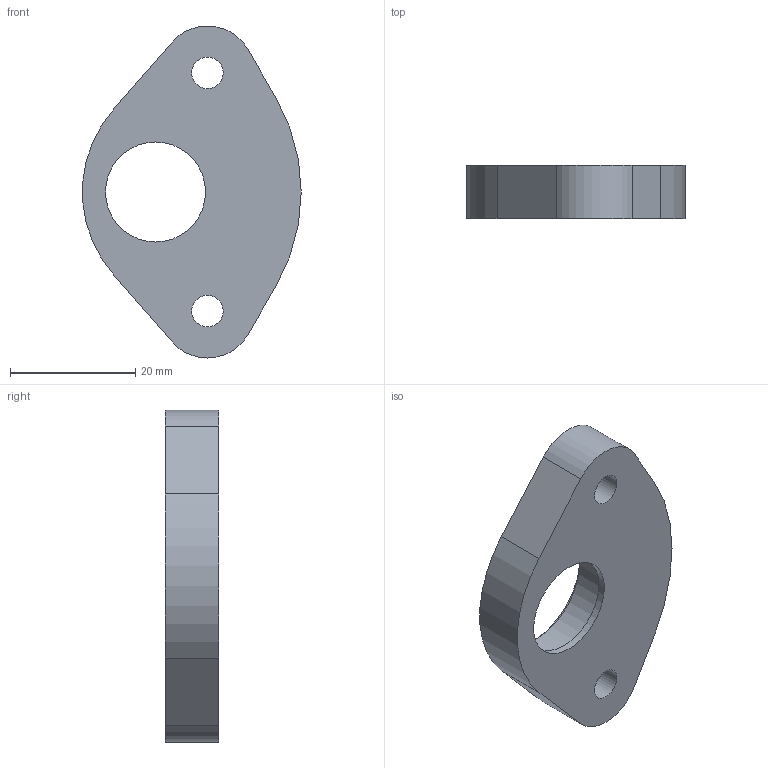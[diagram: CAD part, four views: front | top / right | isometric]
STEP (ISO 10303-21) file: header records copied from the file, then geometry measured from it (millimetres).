
FILE_DESCRIPTION(/* description */ (''),/* implementation_level */ '2;1');
FILE_NAME(/* name */ 'Nosač ležaja A MRP-01-04.stp',/* time_stamp */ '2022-09-18T22:19:36+02:00',/* author */ ('Luka'),/* organization */ (''),/* preprocessor_version */ 'ST-DEVELOPER v18',/* originating_system */ 'Autodesk Inventor 2020',/* authorisation */ '');
FILE_SCHEMA (('AUTOMOTIVE_DESIGN { 1 0 10303 214 3 1 1 }'));
Length unit declared in the file: millimetre
Products named in the file (1): Kucistelezaja_novo
Bounding box: 34.94 x 8.5 x 53.1 mm (x, y, z)
Volume: 8370.8 mm3; surface area: 4069.1 mm2
Topology: 1 solids, 1 shells, 17 faces, 45 edges, 32 vertices
Faces by surface type: cylinder 9, plane 8
Full cylindrical faces by diameter (mm): 5.05 x2, 16 x1, 19 x1, 22 x1
Entity records: 604 total; most frequent: DIRECTION 105, CARTESIAN_POINT 95, ORIENTED_EDGE 90, EDGE_CURVE 45, AXIS2_PLACEMENT_3D 42, VERTEX_POINT 32, EDGE_LOOP 25, CIRCLE 24
